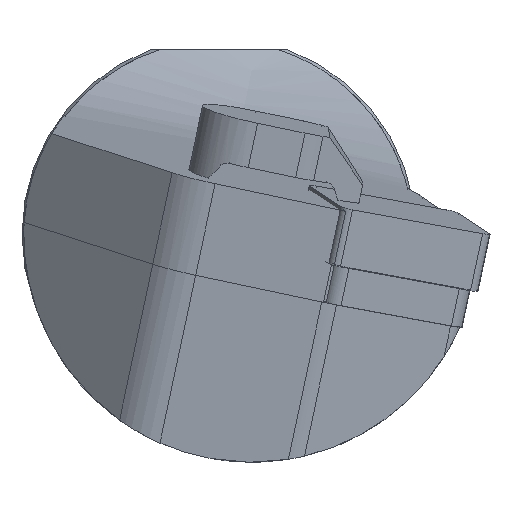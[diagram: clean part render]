
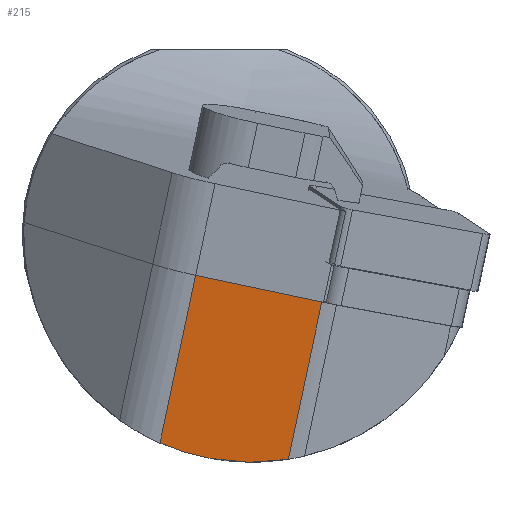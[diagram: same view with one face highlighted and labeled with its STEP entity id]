
A CAD part, left-side view. The second image highlights one B-rep face of the part: STEP entity #215.
In plain terms, the highlighted planar face has unit normal (-0.995, 0.01, -0.105).
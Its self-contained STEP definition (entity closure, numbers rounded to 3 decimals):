
#154=ELLIPSE('',#1371,18.603,18.5);
#215=ADVANCED_FACE('',(#324),#284,.T.);
#284=PLANE('',#1379);
#324=FACE_OUTER_BOUND('',#393,.T.);
#393=EDGE_LOOP('',(#541,#542,#543,#544));
#541=ORIENTED_EDGE('',*,*,#1024,.F.);
#542=ORIENTED_EDGE('',*,*,#1025,.T.);
#543=ORIENTED_EDGE('',*,*,#1026,.T.);
#544=ORIENTED_EDGE('',*,*,#1011,.F.);
#880=VERTEX_POINT('',#1880);
#887=VERTEX_POINT('',#1912);
#888=VERTEX_POINT('',#1914);
#897=VERTEX_POINT('',#1949);
#1011=EDGE_CURVE('',#887,#888,#154,.T.);
#1024=EDGE_CURVE('',#880,#887,#1189,.T.);
#1025=EDGE_CURVE('',#880,#897,#1190,.T.);
#1026=EDGE_CURVE('',#897,#888,#1191,.T.);
#1189=LINE('',#1947,#1284);
#1190=LINE('',#1948,#1285);
#1191=LINE('',#1950,#1286);
#1284=VECTOR('',#1547,1.);
#1285=VECTOR('',#1548,1.);
#1286=VECTOR('',#1549,1.);
#1371=AXIS2_PLACEMENT_3D('',#1913,#1526,#1527);
#1379=AXIS2_PLACEMENT_3D('',#1951,#1550,#1551);
#1526=DIRECTION('',(0.994,-0.01,0.105));
#1527=DIRECTION('',(-0.105,-0.096,0.99));
#1547=DIRECTION('',(0.105,0.207,-0.973));
#1548=DIRECTION('',(-0.012,0.978,0.207));
#1549=DIRECTION('',(0.105,0.207,-0.973));
#1550=DIRECTION('',(-0.994,0.01,-0.105));
#1551=DIRECTION('',(-0.105,0.,0.995));
#1880=CARTESIAN_POINT('',(-208.756,19.776,-10.011));
#1912=CARTESIAN_POINT('',(-207.383,22.493,-22.792));
#1913=CARTESIAN_POINT('',(-209.275,25.469,-4.533));
#1914=CARTESIAN_POINT('',(-207.416,32.917,-21.467));
#1947=CARTESIAN_POINT('',(-252.084,-65.932,393.216));
#1948=CARTESIAN_POINT('',(-208.879,30.022,-7.847));
#1949=CARTESIAN_POINT('',(-208.879,30.022,-7.847));
#1950=CARTESIAN_POINT('',(-252.207,-55.687,395.381));
#1951=CARTESIAN_POINT('',(-252.207,-55.687,395.381));
